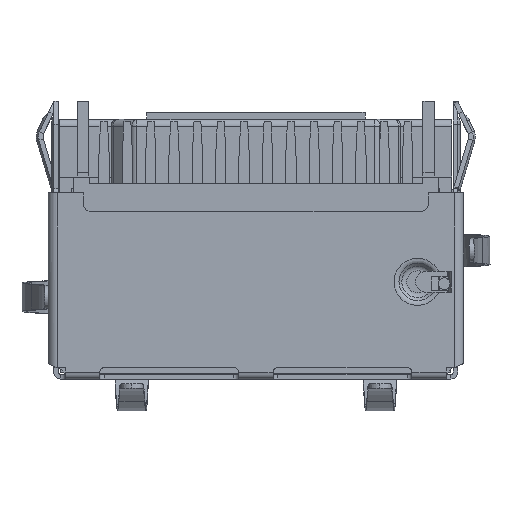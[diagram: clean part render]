
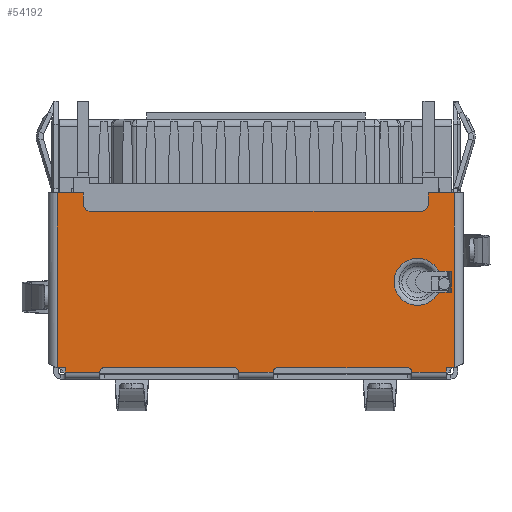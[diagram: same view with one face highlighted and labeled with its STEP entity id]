
A CAD part, front view. The second image highlights one B-rep face of the part: STEP entity #54192.
In plain terms, the highlighted planar face has unit normal (0, -1, 0).
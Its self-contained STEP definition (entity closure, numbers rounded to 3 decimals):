
#1037=LINE('',#70621,#5739);
#1042=LINE('',#70631,#5744);
#1044=LINE('',#70634,#5746);
#1054=LINE('',#70730,#5756);
#3814=LINE('',#77551,#8516);
#3815=LINE('',#77557,#8517);
#3825=LINE('',#77584,#8527);
#3833=LINE('',#77610,#8535);
#3835=LINE('',#77621,#8537);
#3855=LINE('',#77663,#8557);
#3857=LINE('',#77703,#8559);
#3867=LINE('',#77723,#8569);
#3870=LINE('',#77729,#8572);
#3874=LINE('',#77741,#8576);
#3878=LINE('',#77753,#8580);
#3879=LINE('',#77755,#8581);
#3880=LINE('',#77756,#8582);
#3881=LINE('',#77758,#8583);
#3882=LINE('',#77760,#8584);
#5739=VECTOR('',#58907,1000.);
#5744=VECTOR('',#58914,1000.);
#5746=VECTOR('',#58918,1000.);
#5756=VECTOR('',#58956,1000.);
#8516=VECTOR('',#64764,1000.);
#8517=VECTOR('',#64771,1000.);
#8527=VECTOR('',#64797,1000.);
#8535=VECTOR('',#64829,1000.);
#8537=VECTOR('',#64845,1000.);
#8557=VECTOR('',#64877,1000.);
#8559=VECTOR('',#64883,1000.);
#8569=VECTOR('',#64905,1000.);
#8572=VECTOR('',#64910,1000.);
#8576=VECTOR('',#64922,1000.);
#8580=VECTOR('',#64934,1000.);
#8581=VECTOR('',#64937,1000.);
#8582=VECTOR('',#64938,1000.);
#8583=VECTOR('',#64939,1000.);
#8584=VECTOR('',#64940,1000.);
#10129=CIRCLE('',#55233,1.024);
#10521=CIRCLE('',#56777,0.2);
#10523=CIRCLE('',#56781,0.2);
#10527=CIRCLE('',#56789,0.2);
#10529=CIRCLE('',#56793,0.2);
#10535=CIRCLE('',#56815,0.3);
#10537=CIRCLE('',#56819,0.3);
#18351=ORIENTED_EDGE('',*,*,#23166,.F.);
#18352=ORIENTED_EDGE('',*,*,#23164,.F.);
#18353=ORIENTED_EDGE('',*,*,#23159,.F.);
#18354=ORIENTED_EDGE('',*,*,#23172,.T.);
#18355=ORIENTED_EDGE('',*,*,#26385,.T.);
#18356=ORIENTED_EDGE('',*,*,#26382,.T.);
#18357=ORIENTED_EDGE('',*,*,#26396,.T.);
#18358=ORIENTED_EDGE('',*,*,#26399,.T.);
#18359=ORIENTED_EDGE('',*,*,#26402,.T.);
#18360=ORIENTED_EDGE('',*,*,#23185,.T.);
#18361=ORIENTED_EDGE('',*,*,#26410,.T.);
#18362=ORIENTED_EDGE('',*,*,#26413,.T.);
#18363=ORIENTED_EDGE('',*,*,#26416,.T.);
#18364=ORIENTED_EDGE('',*,*,#26419,.T.);
#18365=ORIENTED_EDGE('',*,*,#26471,.F.);
#18366=ORIENTED_EDGE('',*,*,#26439,.F.);
#18367=ORIENTED_EDGE('',*,*,#26444,.T.);
#18368=ORIENTED_EDGE('',*,*,#26455,.F.);
#18369=ORIENTED_EDGE('',*,*,#26458,.F.);
#18370=ORIENTED_EDGE('',*,*,#26461,.T.);
#18371=ORIENTED_EDGE('',*,*,#26464,.F.);
#18372=ORIENTED_EDGE('',*,*,#26467,.T.);
#18373=ORIENTED_EDGE('',*,*,#26470,.T.);
#18374=ORIENTED_EDGE('',*,*,#26472,.T.);
#18375=ORIENTED_EDGE('',*,*,#26473,.T.);
#18376=ORIENTED_EDGE('',*,*,#26474,.F.);
#23159=EDGE_CURVE('',#28745,#28746,#1037,.T.);
#23164=EDGE_CURVE('',#28746,#28748,#1042,.T.);
#23166=EDGE_CURVE('',#28748,#28750,#1044,.T.);
#23172=EDGE_CURVE('',#28745,#28750,#10129,.T.);
#23185=EDGE_CURVE('',#28760,#28759,#1054,.T.);
#26382=EDGE_CURVE('',#30824,#30825,#3814,.T.);
#26385=EDGE_CURVE('',#30826,#30824,#3815,.T.);
#26396=EDGE_CURVE('',#30825,#30832,#10521,.T.);
#26399=EDGE_CURVE('',#30832,#30834,#3825,.T.);
#26402=EDGE_CURVE('',#30834,#28760,#10523,.T.);
#26410=EDGE_CURVE('',#28759,#30838,#10527,.T.);
#26413=EDGE_CURVE('',#30838,#30840,#3833,.T.);
#26416=EDGE_CURVE('',#30840,#30841,#10529,.T.);
#26419=EDGE_CURVE('',#30841,#30842,#3835,.T.);
#26439=EDGE_CURVE('',#30858,#30856,#3855,.T.);
#26444=EDGE_CURVE('',#30858,#30861,#3857,.T.);
#26455=EDGE_CURVE('',#30866,#30861,#3867,.T.);
#26458=EDGE_CURVE('',#30868,#30866,#3870,.T.);
#26461=EDGE_CURVE('',#30868,#30870,#10535,.T.);
#26464=EDGE_CURVE('',#30872,#30870,#3874,.T.);
#26467=EDGE_CURVE('',#30872,#30874,#10537,.T.);
#26470=EDGE_CURVE('',#30874,#30876,#3878,.T.);
#26471=EDGE_CURVE('',#30856,#30842,#3879,.T.);
#26472=EDGE_CURVE('',#30876,#30877,#3880,.T.);
#26473=EDGE_CURVE('',#30877,#30878,#3881,.T.);
#26474=EDGE_CURVE('',#30826,#30878,#3882,.T.);
#28745=VERTEX_POINT('',#70615);
#28746=VERTEX_POINT('',#70622);
#28748=VERTEX_POINT('',#70628);
#28750=VERTEX_POINT('',#70635);
#28759=VERTEX_POINT('',#70729);
#28760=VERTEX_POINT('',#70731);
#30824=VERTEX_POINT('',#77552);
#30825=VERTEX_POINT('',#77553);
#30826=VERTEX_POINT('',#77558);
#30832=VERTEX_POINT('',#77577);
#30834=VERTEX_POINT('',#77583);
#30838=VERTEX_POINT('',#77603);
#30840=VERTEX_POINT('',#77609);
#30841=VERTEX_POINT('',#77614);
#30842=VERTEX_POINT('',#77620);
#30856=VERTEX_POINT('',#77658);
#30858=VERTEX_POINT('',#77662);
#30861=VERTEX_POINT('',#77701);
#30866=VERTEX_POINT('',#77722);
#30868=VERTEX_POINT('',#77728);
#30870=VERTEX_POINT('',#77734);
#30872=VERTEX_POINT('',#77740);
#30874=VERTEX_POINT('',#77746);
#30876=VERTEX_POINT('',#77752);
#30877=VERTEX_POINT('',#77757);
#30878=VERTEX_POINT('',#77759);
#33842=EDGE_LOOP('',(#18351,#18352,#18353,#18354));
#33843=EDGE_LOOP('',(#18355,#18356,#18357,#18358,#18359,#18360,#18361,#18362,
#18363,#18364,#18365,#18366,#18367,#18368,#18369,#18370,#18371,#18372,#18373,
#18374,#18375,#18376));
#36119=FACE_BOUND('',#33842,.T.);
#36120=FACE_BOUND('',#33843,.T.);
#37867=PLANE('',#56821);
#54192=ADVANCED_FACE('',(#36119,#36120),#37867,.F.);
#55233=AXIS2_PLACEMENT_3D('',#70704,#58927,#58928);
#56777=AXIS2_PLACEMENT_3D('',#77578,#64791,#64792);
#56781=AXIS2_PLACEMENT_3D('',#77589,#64803,#64804);
#56789=AXIS2_PLACEMENT_3D('',#77604,#64823,#64824);
#56793=AXIS2_PLACEMENT_3D('',#77615,#64835,#64836);
#56815=AXIS2_PLACEMENT_3D('',#77735,#64916,#64917);
#56819=AXIS2_PLACEMENT_3D('',#77747,#64928,#64929);
#56821=AXIS2_PLACEMENT_3D('',#77754,#64935,#64936);
#58907=DIRECTION('',(1.,0.,0.));
#58914=DIRECTION('',(0.,0.,1.));
#58918=DIRECTION('',(-1.,0.,0.));
#58927=DIRECTION('',(0.,1.,0.));
#58928=DIRECTION('',(0.898,0.,-0.439));
#58956=DIRECTION('',(1.,0.,0.));
#64764=DIRECTION('',(1.,0.,0.));
#64771=DIRECTION('',(0.,0.,-1.));
#64791=DIRECTION('',(0.,1.,0.));
#64792=DIRECTION('',(-1.,0.,0.));
#64797=DIRECTION('',(1.,0.,0.));
#64803=DIRECTION('',(0.,1.,0.));
#64804=DIRECTION('',(0.,0.,1.));
#64823=DIRECTION('',(0.,1.,0.));
#64824=DIRECTION('',(-1.,0.,0.));
#64829=DIRECTION('',(1.,0.,0.));
#64835=DIRECTION('',(0.,1.,0.));
#64836=DIRECTION('',(0.,0.,1.));
#64845=DIRECTION('',(1.,0.,0.));
#64877=DIRECTION('',(-1.,0.,0.));
#64883=DIRECTION('',(0.,0.,1.));
#64905=DIRECTION('',(1.,0.,0.));
#64910=DIRECTION('',(0.,0.,1.));
#64916=DIRECTION('',(0.,1.,0.));
#64917=DIRECTION('',(1.,0.,0.));
#64922=DIRECTION('',(1.,0.,0.));
#64928=DIRECTION('',(0.,1.,0.));
#64929=DIRECTION('',(0.,0.,-1.));
#64934=DIRECTION('',(0.,0.,1.));
#64935=DIRECTION('',(0.,1.,0.));
#64936=DIRECTION('',(1.,0.,0.));
#64937=DIRECTION('',(0.,0.,-1.));
#64938=DIRECTION('',(-1.,0.,0.));
#64939=DIRECTION('',(0.,0.,-1.));
#64940=DIRECTION('',(-1.,0.,0.));
#70615=CARTESIAN_POINT('',(7.96,-0.36,-1.995));
#70621=CARTESIAN_POINT('',(7.96,-0.36,-1.995));
#70622=CARTESIAN_POINT('',(8.5,-0.36,-1.995));
#70628=CARTESIAN_POINT('',(8.5,-0.36,-1.095));
#70631=CARTESIAN_POINT('',(8.5,-0.36,-1.995));
#70634=CARTESIAN_POINT('',(8.5,-0.36,-1.095));
#70635=CARTESIAN_POINT('',(7.96,-0.36,-1.095));
#70704=CARTESIAN_POINT('',(7.04,-0.36,-1.545));
#70729=CARTESIAN_POINT('',(0.75,-0.36,-5.475));
#70730=CARTESIAN_POINT('',(-0.75,-0.36,-5.475));
#70731=CARTESIAN_POINT('',(-0.75,-0.36,-5.475));
#77551=CARTESIAN_POINT('',(-8.29,-0.36,-5.475));
#77552=CARTESIAN_POINT('',(-8.29,-0.36,-5.475));
#77553=CARTESIAN_POINT('',(-6.79,-0.36,-5.475));
#77557=CARTESIAN_POINT('',(-8.29,-0.36,-5.275));
#77558=CARTESIAN_POINT('',(-8.29,-0.36,-5.275));
#77577=CARTESIAN_POINT('',(-6.59,-0.36,-5.275));
#77578=CARTESIAN_POINT('',(-6.59,-0.36,-5.475));
#77583=CARTESIAN_POINT('',(-0.95,-0.36,-5.275));
#77584=CARTESIAN_POINT('',(-6.59,-0.36,-5.275));
#77589=CARTESIAN_POINT('',(-0.95,-0.36,-5.475));
#77603=CARTESIAN_POINT('',(0.95,-0.36,-5.275));
#77604=CARTESIAN_POINT('',(0.95,-0.36,-5.475));
#77609=CARTESIAN_POINT('',(6.59,-0.36,-5.275));
#77610=CARTESIAN_POINT('',(0.95,-0.36,-5.275));
#77614=CARTESIAN_POINT('',(6.79,-0.36,-5.475));
#77615=CARTESIAN_POINT('',(6.59,-0.36,-5.475));
#77620=CARTESIAN_POINT('',(8.29,-0.36,-5.475));
#77621=CARTESIAN_POINT('',(6.79,-0.36,-5.475));
#77658=CARTESIAN_POINT('',(8.29,-0.36,-5.275));
#77662=CARTESIAN_POINT('',(8.64,-0.36,-5.275));
#77663=CARTESIAN_POINT('',(8.64,-0.36,-5.275));
#77701=CARTESIAN_POINT('',(8.64,-0.36,2.325));
#77703=CARTESIAN_POINT('',(8.64,-0.36,-5.275));
#77722=CARTESIAN_POINT('',(7.5,-0.36,2.325));
#77723=CARTESIAN_POINT('',(7.5,-0.36,2.325));
#77728=CARTESIAN_POINT('',(7.5,-0.36,1.825));
#77729=CARTESIAN_POINT('',(7.5,-0.36,1.825));
#77734=CARTESIAN_POINT('',(7.2,-0.36,1.525));
#77735=CARTESIAN_POINT('',(7.2,-0.36,1.825));
#77740=CARTESIAN_POINT('',(-7.2,-0.36,1.525));
#77741=CARTESIAN_POINT('',(-7.2,-0.36,1.525));
#77746=CARTESIAN_POINT('',(-7.5,-0.36,1.825));
#77747=CARTESIAN_POINT('',(-7.2,-0.36,1.825));
#77752=CARTESIAN_POINT('',(-7.5,-0.36,2.325));
#77753=CARTESIAN_POINT('',(-7.5,-0.36,1.825));
#77754=CARTESIAN_POINT('',(0.,-0.36,-1.575));
#77755=CARTESIAN_POINT('',(8.29,-0.36,-5.275));
#77756=CARTESIAN_POINT('',(-7.5,-0.36,2.325));
#77757=CARTESIAN_POINT('',(-8.64,-0.36,2.325));
#77758=CARTESIAN_POINT('',(-8.64,-0.36,2.325));
#77759=CARTESIAN_POINT('',(-8.64,-0.36,-5.275));
#77760=CARTESIAN_POINT('',(-8.29,-0.36,-5.275));
